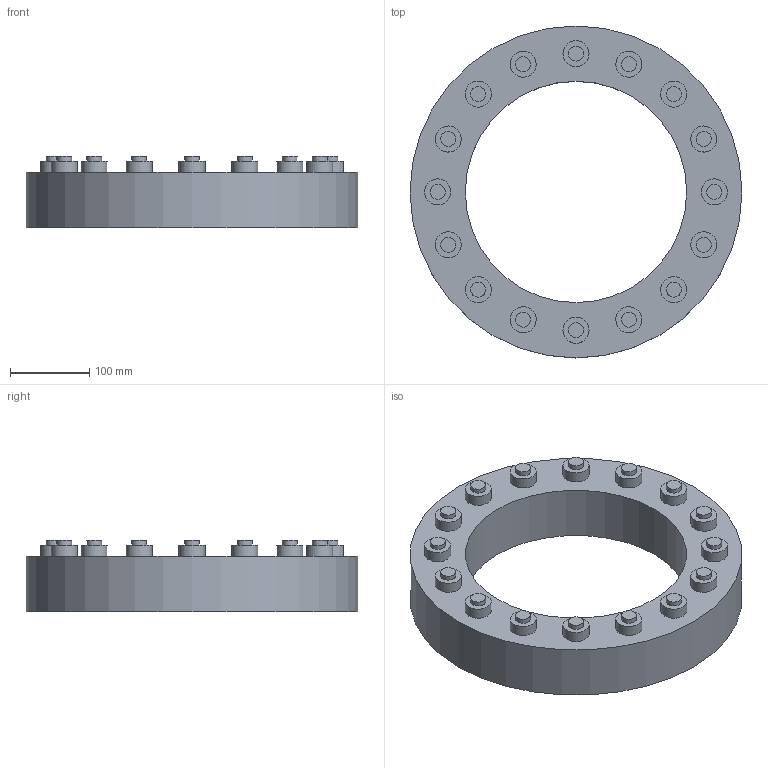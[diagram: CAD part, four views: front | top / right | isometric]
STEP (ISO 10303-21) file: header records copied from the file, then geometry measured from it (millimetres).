
FILE_DESCRIPTION(('FreeCAD Model'),'2;1');
FILE_NAME('Open CASCADE Shape Model','2022-01-07T12:20:29',('Author'),( ''),'Open CASCADE STEP processor 7.4','FreeCAD','Unknown');
FILE_SCHEMA(('AUTOMOTIVE_DESIGN { 1 0 10303 214 1 1 1 1 }'));
Length unit declared in the file: millimetre
Products named in the file (2): Fusion; COMPOUND
Assembly tree (1 placements, depth 2):
  Fusion
    COMPOUND
Bounding box: 420 x 420 x 90 mm (x, y, z)
Volume: 5606351.3 mm3; surface area: 336798.8 mm2
Topology: 1 solids, 1 shells, 68 faces, 102 edges, 68 vertices
Faces by surface type: cylinder 34, plane 34
Full cylindrical faces by diameter (mm): 18.9 x16, 33 x16, 280 x1, 420 x1
Entity records: 2892 total; most frequent: DIRECTION 514, CARTESIAN_POINT 444, ORIENTED_EDGE 204, PCURVE 204, DEFINITIONAL_REPRESENTATION 204, LINE 170, VECTOR 170, AXIS2_PLACEMENT_3D 138
